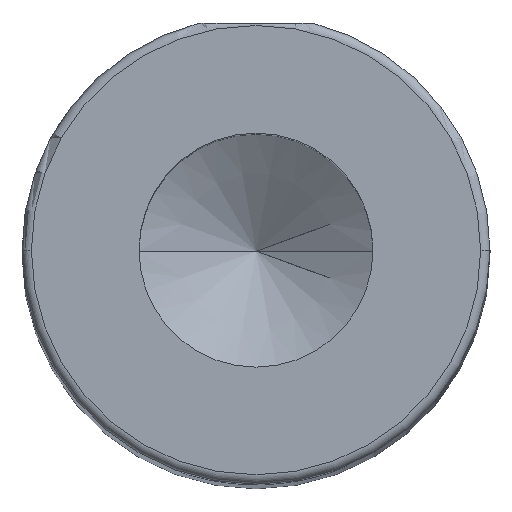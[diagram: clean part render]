
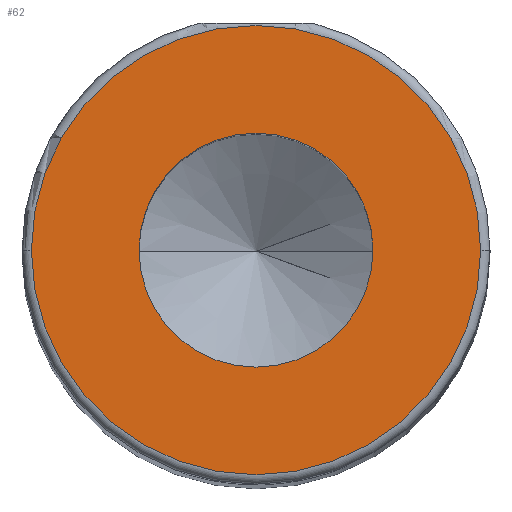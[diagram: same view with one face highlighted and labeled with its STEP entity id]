
A CAD part, top view. The second image highlights one B-rep face of the part: STEP entity #62.
In plain terms, the highlighted planar face has unit normal (0, 0, 1).
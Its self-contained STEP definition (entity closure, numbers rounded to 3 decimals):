
#43 = AXIS2_PLACEMENT_3D ( 'NONE', #201, #893, #306 ) ;
#49 = CIRCLE ( 'NONE', #43, 2.5 ) ;
#62 = ADVANCED_FACE ( 'NONE', ( #588, #846 ), #117, .T. ) ;
#66 = AXIS2_PLACEMENT_3D ( 'NONE', #540, #1243, #633 ) ;
#93 = VERTEX_POINT ( 'NONE', #668 ) ;
#99 = AXIS2_PLACEMENT_3D ( 'NONE', #929, #342, #1033 ) ;
#117 = PLANE ( 'NONE',  #585 ) ;
#136 = ORIENTED_EDGE ( 'NONE', *, *, #1130, .F. ) ;
#150 = CARTESIAN_POINT ( 'NONE',  ( -4.8, 0., 30. ) ) ;
#184 = CARTESIAN_POINT ( 'NONE',  ( 4.8, 0., 30. ) ) ;
#201 = CARTESIAN_POINT ( 'NONE',  ( 0., 0., 30. ) ) ;
#204 = CARTESIAN_POINT ( 'NONE',  ( 2.5, 0., 30. ) ) ;
#206 = DIRECTION ( 'NONE',  ( 1., 0., 0. ) ) ;
#230 = DIRECTION ( 'NONE',  ( 0., 0., 1. ) ) ;
#306 = DIRECTION ( 'NONE',  ( 1., 0., 0. ) ) ;
#342 = DIRECTION ( 'NONE',  ( 0., 0., 1. ) ) ;
#368 = AXIS2_PLACEMENT_3D ( 'NONE', #504, #1199, #597 ) ;
#388 = ORIENTED_EDGE ( 'NONE', *, *, #1191, .F. ) ;
#400 = VERTEX_POINT ( 'NONE', #150 ) ;
#419 = CIRCLE ( 'NONE', #368, 4.8 ) ;
#504 = CARTESIAN_POINT ( 'NONE',  ( 0., 0., 30. ) ) ;
#513 = ORIENTED_EDGE ( 'NONE', *, *, #1140, .T. ) ;
#540 = CARTESIAN_POINT ( 'NONE',  ( 0., 0., 30. ) ) ;
#585 = AXIS2_PLACEMENT_3D ( 'NONE', #903, #230, #206 ) ;
#588 = FACE_BOUND ( 'NONE', #693, .T. ) ;
#597 = DIRECTION ( 'NONE',  ( 1., 0., 0. ) ) ;
#633 = DIRECTION ( 'NONE',  ( 1., 0., 0. ) ) ;
#668 = CARTESIAN_POINT ( 'NONE',  ( -2.5, 0., 30. ) ) ;
#693 = EDGE_LOOP ( 'NONE', ( #136, #388 ) ) ;
#698 = CIRCLE ( 'NONE', #66, 4.8 ) ;
#726 = VERTEX_POINT ( 'NONE', #184 ) ;
#755 = ORIENTED_EDGE ( 'NONE', *, *, #763, .T. ) ;
#763 = EDGE_CURVE ( 'NONE', #726, #400, #419, .T. ) ;
#846 = FACE_OUTER_BOUND ( 'NONE', #964, .T. ) ;
#893 = DIRECTION ( 'NONE',  ( 0., 0., 1. ) ) ;
#903 = CARTESIAN_POINT ( 'NONE',  ( 0., 0., 30. ) ) ;
#929 = CARTESIAN_POINT ( 'NONE',  ( 0., 0., 30. ) ) ;
#964 = EDGE_LOOP ( 'NONE', ( #755, #513 ) ) ;
#1033 = DIRECTION ( 'NONE',  ( 1., 0., 0. ) ) ;
#1130 = EDGE_CURVE ( 'NONE', #1250, #93, #1146, .T. ) ;
#1140 = EDGE_CURVE ( 'NONE', #400, #726, #698, .T. ) ;
#1146 = CIRCLE ( 'NONE', #99, 2.5 ) ;
#1191 = EDGE_CURVE ( 'NONE', #93, #1250, #49, .T. ) ;
#1199 = DIRECTION ( 'NONE',  ( 0., 0., 1. ) ) ;
#1243 = DIRECTION ( 'NONE',  ( 0., 0., 1. ) ) ;
#1250 = VERTEX_POINT ( 'NONE', #204 ) ;
